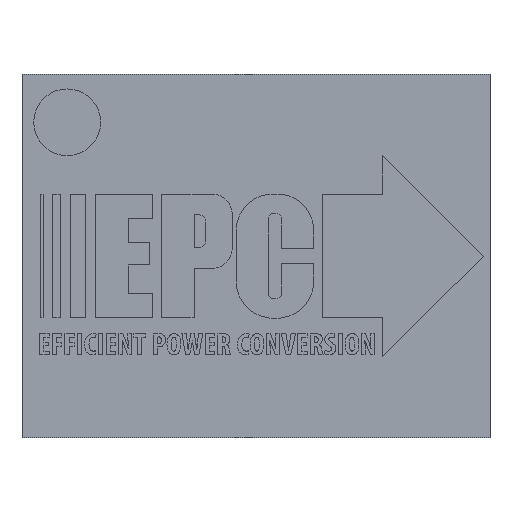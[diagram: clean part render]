
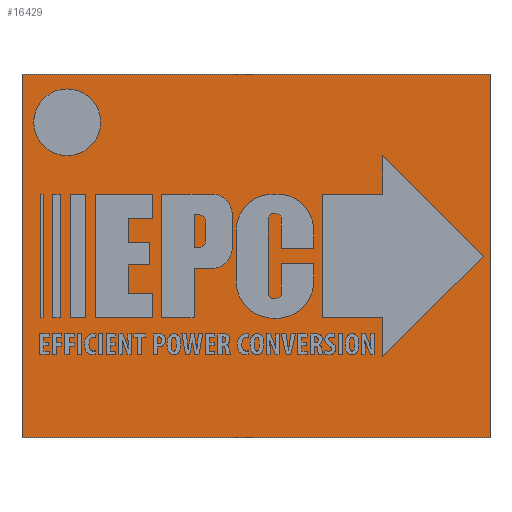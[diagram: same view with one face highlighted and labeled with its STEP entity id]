
A CAD part, top view. The second image highlights one B-rep face of the part: STEP entity #16429.
In plain terms, the highlighted planar face has unit normal (0, 0, 1).
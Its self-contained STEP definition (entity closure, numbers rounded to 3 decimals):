
#16300 = VERTEX_POINT('',#16301);
#16301 = CARTESIAN_POINT('',(1.051,-0.816,0.69));
#16307 = EDGE_CURVE('',#16300,#16308,#16310,.T.);
#16308 = VERTEX_POINT('',#16309);
#16309 = CARTESIAN_POINT('',(-1.051,-0.816,0.69));
#16310 = LINE('',#16311,#16312);
#16311 = CARTESIAN_POINT('',(1.051,-0.816,0.69));
#16312 = VECTOR('',#16313,1.);
#16313 = DIRECTION('',(-1.,0.,0.));
#16338 = EDGE_CURVE('',#16308,#16339,#16341,.T.);
#16339 = VERTEX_POINT('',#16340);
#16340 = CARTESIAN_POINT('',(-1.051,0.816,0.69));
#16341 = LINE('',#16342,#16343);
#16342 = CARTESIAN_POINT('',(-1.051,-0.816,0.69));
#16343 = VECTOR('',#16344,1.);
#16344 = DIRECTION('',(0.,1.,0.));
#16369 = EDGE_CURVE('',#16339,#16370,#16372,.T.);
#16370 = VERTEX_POINT('',#16371);
#16371 = CARTESIAN_POINT('',(1.051,0.816,0.69));
#16372 = LINE('',#16373,#16374);
#16373 = CARTESIAN_POINT('',(-1.051,0.816,0.69));
#16374 = VECTOR('',#16375,1.);
#16375 = DIRECTION('',(1.,0.,0.));
#16400 = EDGE_CURVE('',#16370,#16300,#16401,.T.);
#16401 = LINE('',#16402,#16403);
#16402 = CARTESIAN_POINT('',(1.051,0.816,0.69));
#16403 = VECTOR('',#16404,1.);
#16404 = DIRECTION('',(0.,-1.,0.));
#16429 = ADVANCED_FACE('',(#16430),#16436,.T.);
#16430 = FACE_BOUND('',#16431,.F.);
#16431 = EDGE_LOOP('',(#16432,#16433,#16434,#16435));
#16432 = ORIENTED_EDGE('',*,*,#16307,.T.);
#16433 = ORIENTED_EDGE('',*,*,#16338,.T.);
#16434 = ORIENTED_EDGE('',*,*,#16369,.T.);
#16435 = ORIENTED_EDGE('',*,*,#16400,.T.);
#16436 = PLANE('',#16437);
#16437 = AXIS2_PLACEMENT_3D('',#16438,#16439,#16440);
#16438 = CARTESIAN_POINT('',(1.051,-0.816,0.69));
#16439 = DIRECTION('',(0.,0.,1.));
#16440 = DIRECTION('',(1.,0.,-0.));
